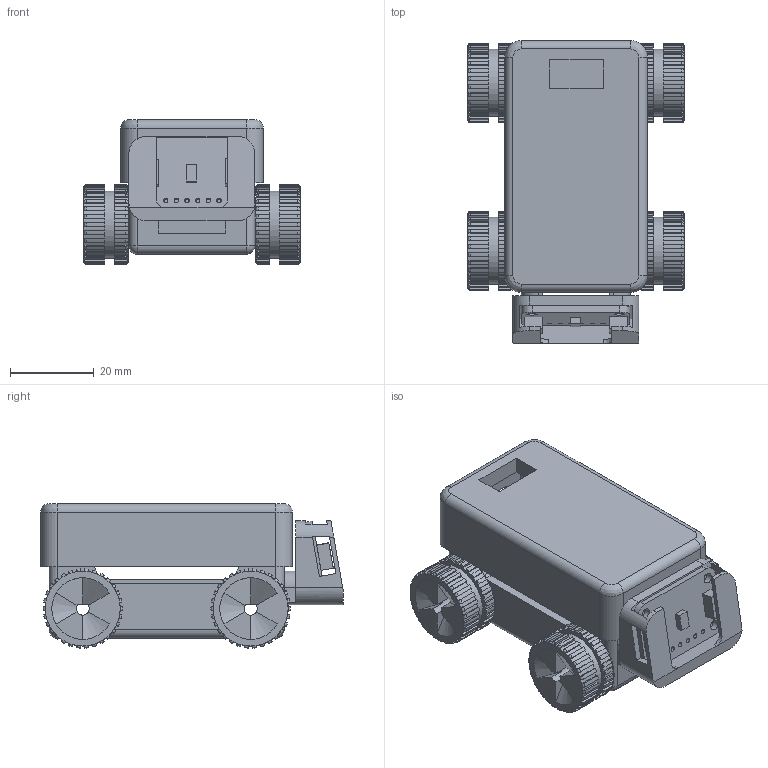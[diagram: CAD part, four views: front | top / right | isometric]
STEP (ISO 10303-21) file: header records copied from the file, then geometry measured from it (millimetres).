
FILE_DESCRIPTION(/* description */ (''),/* implementation_level */ '2;1');
FILE_NAME(/* name */ 'SMARS mini v13.step',/* time_stamp */ '2021-04-16T11:29:23-04:00',/* author */ (''),/* organization */ (''),/* preprocessor_version */ 'ST-DEVELOPER v18.1',/* originating_system */ 'Autodesk Translation Framework v10.6.0.1341',/* authorisation */ '');
FILE_SCHEMA (('AUTOMOTIVE_DESIGN { 1 0 10303 214 3 1 1 }'));
Length unit declared in the file: millimetre
Products named in the file (7): SMARS mini; Band Drive Wheel; APDS-9960 Stemma QT; Chassis; Feather support; Top Cover; APDS-9960 face
Assembly tree (9 placements, depth 2):
  SMARS mini
    Band Drive Wheel  x4
    APDS-9960 Stemma QT
    Chassis
    Feather support
    Top Cover
    APDS-9960 face
Bounding box: 51.47 x 72.12 x 34.38 mm (x, y, z)
Volume: 31896.5 mm3; surface area: 31649.6 mm2
Topology: 9 solids, 9 shells, 1380 faces, 3950 edges, 2618 vertices
Faces by surface type: plane 738, cylinder 598, cone 20, torus 16, sphere 4, bspline 4
Full cylindrical faces by diameter (mm): 1.05 x6, 2 x4, 2.4 x4, 2.44 x4, 4 x10, 7.374 x4, 10.5 x4, 15.96 x4
Entity records: 20007 total; most frequent: CARTESIAN_POINT 4499, ORIENTED_EDGE 3256, DIRECTION 3179, EDGE_CURVE 1628, AXIS2_PLACEMENT_3D 1095, VERTEX_POINT 1070, LINE 989, VECTOR 989
